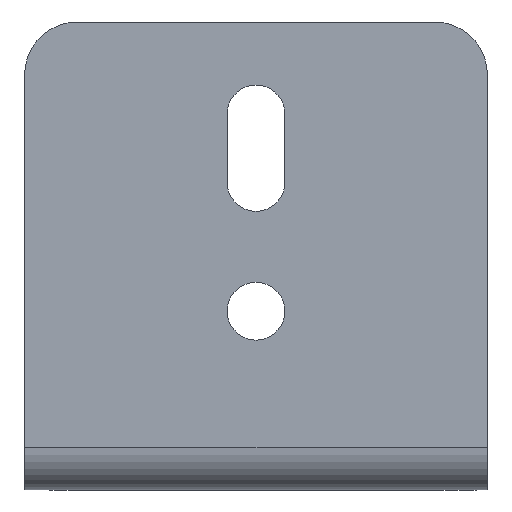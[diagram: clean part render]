
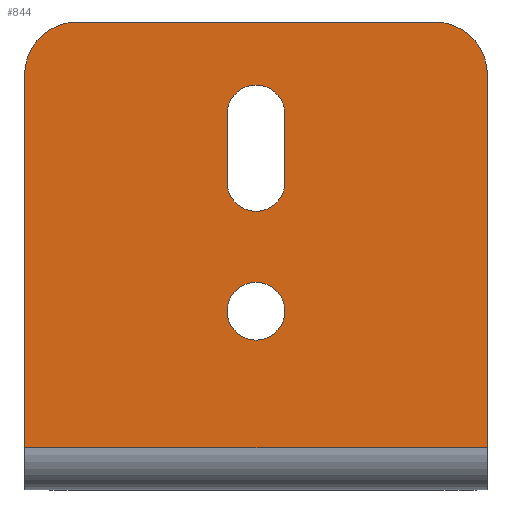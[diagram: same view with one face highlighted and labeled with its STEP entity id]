
A CAD part, left-side view. The second image highlights one B-rep face of the part: STEP entity #844.
In plain terms, the highlighted planar face has unit normal (-1, 0, 0).
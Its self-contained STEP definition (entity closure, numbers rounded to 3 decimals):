
#8 = CARTESIAN_POINT ( 'NONE',  ( -2., 36.218, 49.444 ) ) ;
#12 = ORIENTED_EDGE ( 'NONE', *, *, #73, .F. ) ;
#13 = AXIS2_PLACEMENT_3D ( 'NONE', #660, #170, #252 ) ;
#17 = AXIS2_PLACEMENT_3D ( 'NONE', #715, #109, #954 ) ;
#45 = EDGE_CURVE ( 'NONE', #388, #302, #406, .T. ) ;
#57 = DIRECTION ( 'NONE',  ( 0., 0., -1. ) ) ;
#59 = ORIENTED_EDGE ( 'NONE', *, *, #45, .T. ) ;
#62 = AXIS2_PLACEMENT_3D ( 'NONE', #705, #401, #801 ) ;
#63 = LINE ( 'NONE', #74, #247 ) ;
#65 = VERTEX_POINT ( 'NONE', #710 ) ;
#66 = VECTOR ( 'NONE', #403, 1000. ) ;
#73 = EDGE_CURVE ( 'NONE', #116, #343, #83, .T. ) ;
#74 = CARTESIAN_POINT ( 'NONE',  ( -2., 16.968, 0. ) ) ;
#83 = LINE ( 'NONE', #8, #922 ) ;
#84 = FACE_BOUND ( 'NONE', #315, .T. ) ;
#97 = ORIENTED_EDGE ( 'NONE', *, *, #687, .T. ) ;
#99 = CARTESIAN_POINT ( 'NONE',  ( -2., 14.218, 34.194 ) ) ;
#109 = DIRECTION ( 'NONE',  ( 1., 0., 0. ) ) ;
#116 = VERTEX_POINT ( 'NONE', #812 ) ;
#146 = CARTESIAN_POINT ( 'NONE',  ( -2., 11.468, 34.194 ) ) ;
#151 = AXIS2_PLACEMENT_3D ( 'NONE', #992, #224, #57 ) ;
#167 = DIRECTION ( 'NONE',  ( 1., 0., 0. ) ) ;
#169 = EDGE_CURVE ( 'NONE', #837, #363, #877, .T. ) ;
#170 = DIRECTION ( 'NONE',  ( 1., 0., 0. ) ) ;
#200 = AXIS2_PLACEMENT_3D ( 'NONE', #595, #377, #389 ) ;
#208 = CARTESIAN_POINT ( 'NONE',  ( -2., 16.968, 34.194 ) ) ;
#224 = DIRECTION ( 'NONE',  ( 1., 0., 0. ) ) ;
#235 = CIRCLE ( 'NONE', #732, 5. ) ;
#239 = DIRECTION ( 'NONE',  ( 0., 0., -1. ) ) ;
#247 = VECTOR ( 'NONE', #683, 1000. ) ;
#250 = DIRECTION ( 'NONE',  ( 0., 0., -1. ) ) ;
#252 = DIRECTION ( 'NONE',  ( 0., 0., -1. ) ) ;
#293 = ORIENTED_EDGE ( 'NONE', *, *, #457, .T. ) ;
#302 = VERTEX_POINT ( 'NONE', #614 ) ;
#306 = VERTEX_POINT ( 'NONE', #680 ) ;
#315 = EDGE_LOOP ( 'NONE', ( #659, #630 ) ) ;
#322 = PLANE ( 'NONE',  #62 ) ;
#324 = CARTESIAN_POINT ( 'NONE',  ( -2., 11.468, 0. ) ) ;
#331 = ORIENTED_EDGE ( 'NONE', *, *, #870, .T. ) ;
#343 = VERTEX_POINT ( 'NONE', #695 ) ;
#352 = EDGE_CURVE ( 'NONE', #458, #65, #592, .T. ) ;
#363 = VERTEX_POINT ( 'NONE', #840 ) ;
#367 = ORIENTED_EDGE ( 'NONE', *, *, #169, .F. ) ;
#371 = EDGE_LOOP ( 'NONE', ( #824, #59, #432, #516, #331 ) ) ;
#377 = DIRECTION ( 'NONE',  ( -1., 0., 0. ) ) ;
#386 = CARTESIAN_POINT ( 'NONE',  ( -2., 16.968, 40.694 ) ) ;
#388 = VERTEX_POINT ( 'NONE', #146 ) ;
#389 = DIRECTION ( 'NONE',  ( 0., 0., -1. ) ) ;
#395 = DIRECTION ( 'NONE',  ( 0., 0., -1. ) ) ;
#396 = FACE_OUTER_BOUND ( 'NONE', #487, .T. ) ;
#401 = DIRECTION ( 'NONE',  ( 1., 0., 0. ) ) ;
#403 = DIRECTION ( 'NONE',  ( 0., 0., -1. ) ) ;
#406 = CIRCLE ( 'NONE', #713, 2.75 ) ;
#432 = ORIENTED_EDGE ( 'NONE', *, *, #945, .T. ) ;
#449 = VERTEX_POINT ( 'NONE', #467 ) ;
#457 = EDGE_CURVE ( 'NONE', #116, #306, #235, .T. ) ;
#458 = VERTEX_POINT ( 'NONE', #699 ) ;
#467 = CARTESIAN_POINT ( 'NONE',  ( -2., 36.218, 8.944 ) ) ;
#469 = DIRECTION ( 'NONE',  ( 0., 0., -1. ) ) ;
#487 = EDGE_LOOP ( 'NONE', ( #597, #367, #97, #12, #293, #616 ) ) ;
#493 = CARTESIAN_POINT ( 'NONE',  ( -2., -7.782, 49.444 ) ) ;
#503 = CARTESIAN_POINT ( 'NONE',  ( -2., 36.218, 49.444 ) ) ;
#516 = ORIENTED_EDGE ( 'NONE', *, *, #743, .T. ) ;
#551 = VECTOR ( 'NONE', #872, 1000. ) ;
#556 = CIRCLE ( 'NONE', #13, 2.75 ) ;
#568 = VERTEX_POINT ( 'NONE', #668 ) ;
#591 = CIRCLE ( 'NONE', #17, 2.75 ) ;
#592 = CIRCLE ( 'NONE', #151, 2.75 ) ;
#595 = CARTESIAN_POINT ( 'NONE',  ( -2., -2.782, 44.444 ) ) ;
#597 = ORIENTED_EDGE ( 'NONE', *, *, #891, .T. ) ;
#614 = CARTESIAN_POINT ( 'NONE',  ( -2., 14.218, 31.444 ) ) ;
#616 = ORIENTED_EDGE ( 'NONE', *, *, #971, .F. ) ;
#624 = VERTEX_POINT ( 'NONE', #208 ) ;
#630 = ORIENTED_EDGE ( 'NONE', *, *, #352, .T. ) ;
#642 = CARTESIAN_POINT ( 'NONE',  ( -2., -7.782, 44.444 ) ) ;
#645 = CARTESIAN_POINT ( 'NONE',  ( -2., 36.218, 8.944 ) ) ;
#659 = ORIENTED_EDGE ( 'NONE', *, *, #878, .T. ) ;
#660 = CARTESIAN_POINT ( 'NONE',  ( -2., 14.218, 34.194 ) ) ;
#668 = CARTESIAN_POINT ( 'NONE',  ( -2., 11.468, 40.694 ) ) ;
#680 = CARTESIAN_POINT ( 'NONE',  ( -2., 36.218, 44.444 ) ) ;
#683 = DIRECTION ( 'NONE',  ( 0., 0., 1. ) ) ;
#687 = EDGE_CURVE ( 'NONE', #837, #343, #994, .T. ) ;
#695 = CARTESIAN_POINT ( 'NONE',  ( -2., -2.782, 49.444 ) ) ;
#699 = CARTESIAN_POINT ( 'NONE',  ( -2., 14.218, 24.694 ) ) ;
#702 = DIRECTION ( 'NONE',  ( -1., 0., 0. ) ) ;
#703 = DIRECTION ( 'NONE',  ( 1., 0., 0. ) ) ;
#705 = CARTESIAN_POINT ( 'NONE',  ( -2., 0., 0. ) ) ;
#710 = CARTESIAN_POINT ( 'NONE',  ( -2., 14.218, 19.194 ) ) ;
#713 = AXIS2_PLACEMENT_3D ( 'NONE', #99, #703, #239 ) ;
#715 = CARTESIAN_POINT ( 'NONE',  ( -2., 14.218, 21.944 ) ) ;
#724 = CIRCLE ( 'NONE', #896, 2.75 ) ;
#732 = AXIS2_PLACEMENT_3D ( 'NONE', #791, #702, #469 ) ;
#739 = VERTEX_POINT ( 'NONE', #386 ) ;
#743 = EDGE_CURVE ( 'NONE', #624, #739, #63, .T. ) ;
#791 = CARTESIAN_POINT ( 'NONE',  ( -2., 31.218, 44.444 ) ) ;
#796 = DIRECTION ( 'NONE',  ( 0., -1., 0. ) ) ;
#801 = DIRECTION ( 'NONE',  ( 0., 0., -1. ) ) ;
#809 = LINE ( 'NONE', #503, #551 ) ;
#812 = CARTESIAN_POINT ( 'NONE',  ( -2., 31.218, 49.444 ) ) ;
#824 = ORIENTED_EDGE ( 'NONE', *, *, #899, .T. ) ;
#837 = VERTEX_POINT ( 'NONE', #642 ) ;
#840 = CARTESIAN_POINT ( 'NONE',  ( -2., -7.782, 8.944 ) ) ;
#844 = ADVANCED_FACE ( 'NONE', ( #944, #84, #396 ), #322, .F. ) ;
#845 = VECTOR ( 'NONE', #796, 1000. ) ;
#864 = LINE ( 'NONE', #645, #845 ) ;
#870 = EDGE_CURVE ( 'NONE', #739, #568, #724, .T. ) ;
#872 = DIRECTION ( 'NONE',  ( 0., 0., 1. ) ) ;
#877 = LINE ( 'NONE', #493, #946 ) ;
#878 = EDGE_CURVE ( 'NONE', #65, #458, #591, .T. ) ;
#891 = EDGE_CURVE ( 'NONE', #449, #363, #864, .T. ) ;
#896 = AXIS2_PLACEMENT_3D ( 'NONE', #937, #167, #250 ) ;
#899 = EDGE_CURVE ( 'NONE', #568, #388, #939, .T. ) ;
#922 = VECTOR ( 'NONE', #951, 1000. ) ;
#937 = CARTESIAN_POINT ( 'NONE',  ( -2., 14.218, 40.694 ) ) ;
#939 = LINE ( 'NONE', #324, #66 ) ;
#944 = FACE_BOUND ( 'NONE', #371, .T. ) ;
#945 = EDGE_CURVE ( 'NONE', #302, #624, #556, .T. ) ;
#946 = VECTOR ( 'NONE', #395, 1000. ) ;
#951 = DIRECTION ( 'NONE',  ( 0., -1., 0. ) ) ;
#954 = DIRECTION ( 'NONE',  ( 0., 0., -1. ) ) ;
#971 = EDGE_CURVE ( 'NONE', #449, #306, #809, .T. ) ;
#992 = CARTESIAN_POINT ( 'NONE',  ( -2., 14.218, 21.944 ) ) ;
#994 = CIRCLE ( 'NONE', #200, 5. ) ;
